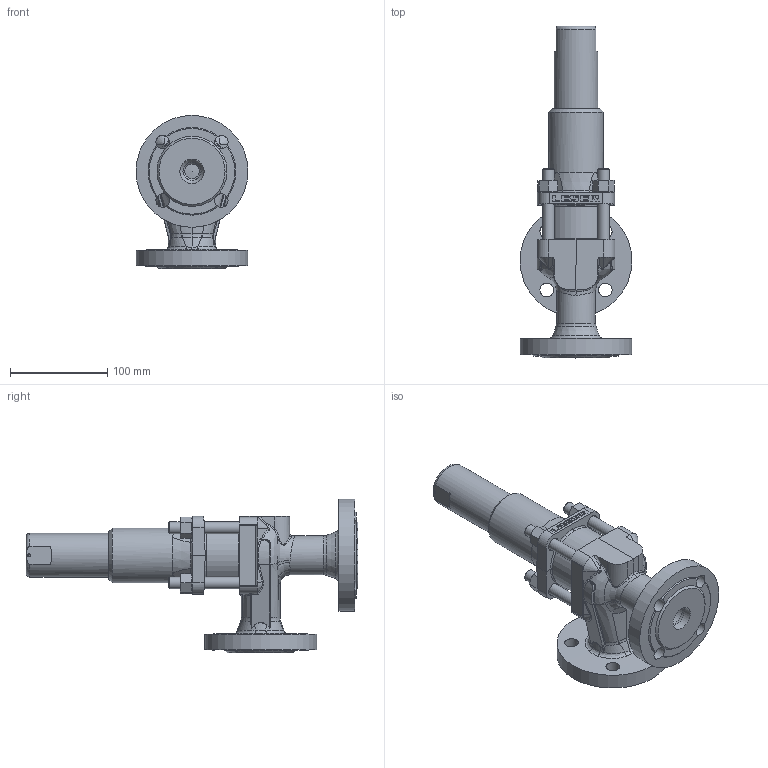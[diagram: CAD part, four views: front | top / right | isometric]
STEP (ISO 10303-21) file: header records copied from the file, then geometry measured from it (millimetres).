
FILE_DESCRIPTION(/* description */ (''),/* implementation_level */ '2;1');
FILE_NAME(/* name */ 'AT4577BS_105770.step',/* time_stamp */ '2025-08-06T13:24:16+02:00',/* author */ (''),/* organization */ (''),/* preprocessor_version */ 'ST-DEVELOPER v20.1',/* originating_system */ 'Autodesk Translation Framework v14.10.0.0',/* authorisation */ '');
FILE_SCHEMA (('AUTOMOTIVE_DESIGN { 1 0 10303 214 3 1 1 }'));
Products named in the file (7): 10000478346_G3D_000_ASM; 10000478347_G3D_000; 10000478348_G3D_000; 10000478349_G3D_000; 10000478350_G3D_000; 10000478351_G3D_000; 10000478352_G3D_000
Assembly tree (12 placements, depth 2):
  10000478346_G3D_000_ASM
    10000478347_G3D_000
    10000478348_G3D_000
    10000478349_G3D_000
    10000478350_G3D_000
    10000478351_G3D_000  x4
    10000478352_G3D_000  x4
Bounding box: 115 x 341 x 157.5 mm (x, y, z)
Volume: 866033.7 mm3; surface area: 213072.3 mm2
Topology: 12 solids, 12 shells, 614 faces, 1516 edges, 934 vertices
Faces by surface type: bspline 193, plane 174, cylinder 133, cone 95, sphere 10, torus 9
Full cylindrical faces by diameter (mm): 3.15 x2, 10 x8, 12 x16, 14 x12, 15 x1, 18.5 x1, 25 x2, 26 x2, 31 x1, 33 x1, 33.5 x1, 40 x1, 45 x1, 46 x1, 48 x1, 50 x1, 54 x1, 56 x1, 60 x4, 65 x1, 115 x2
Entity records: 41850 total; most frequent: CARTESIAN_POINT 31139, ORIENTED_EDGE 2502, DIRECTION 1782, EDGE_CURVE 1251, VERTEX_POINT 775, AXIS2_PLACEMENT_3D 712, EDGE_LOOP 536, FACE_OUTER_BOUND 494
